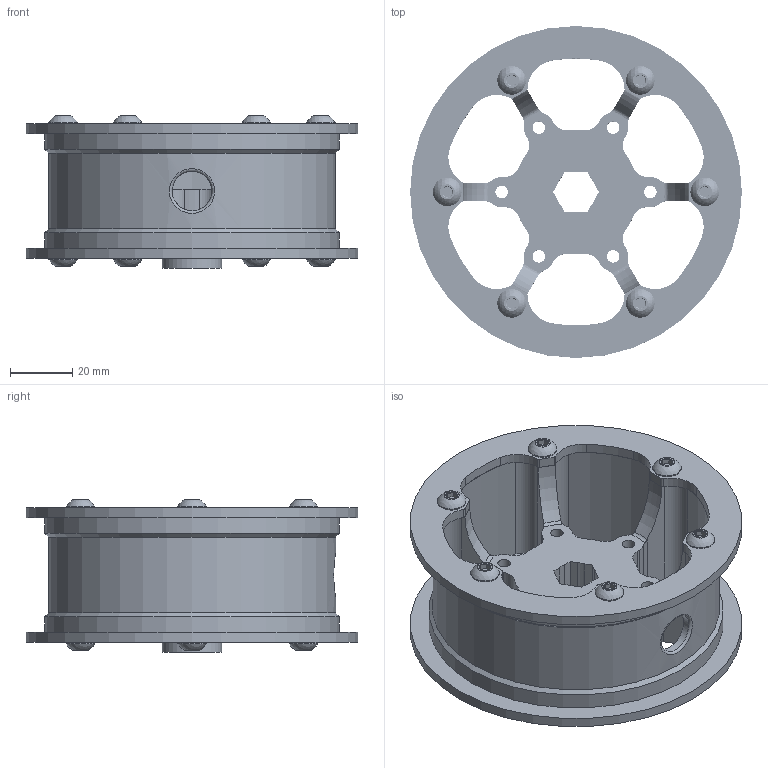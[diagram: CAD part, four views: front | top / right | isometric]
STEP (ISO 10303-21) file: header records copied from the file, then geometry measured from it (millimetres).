
FILE_DESCRIPTION (( 'STEP AP214' ), '1' );
FILE_NAME ('am-3934 8IN HD Pneumatic Wheel Hub Assembly 500IN Hex Bore.STEP', '2018-12-06T19:39:16', ( '' ), ( '' ), 'SwSTEP 2.0', 'SolidWorks 2018', '' );
FILE_SCHEMA (( 'AUTOMOTIVE_DESIGN' ));
Length unit declared in the file: millimetre
Products named in the file (4): am-3934 8IN HD Pneumatic Wheel Hub Assembly 500IN Hex Bore; Aluminum 8IN Pneumatic Wheel 500IN Hex BoreCore; Aluminum 8IN Pneumatic Wheel Rim; BHCS 10-32 x 0.500_91255A265
Assembly tree (15 placements, depth 2):
  am-3934 8IN HD Pneumatic Wheel Hub Assembly 500IN Hex Bore
    Aluminum 8IN Pneumatic Wheel 500IN Hex BoreCore
    Aluminum 8IN Pneumatic Wheel Rim  x2
    BHCS 10-32 x 0.500_91255A265  x12
Bounding box: 106.36 x 106.36 x 48.92 mm (x, y, z)
Volume: 107976.1 mm3; surface area: 63031.7 mm2
Topology: 15 solids, 15 shells, 534 faces, 1256 edges, 784 vertices
Faces by surface type: cylinder 187, plane 176, cone 110, bspline 37, torus 12, sphere 12
Full cylindrical faces by diameter (mm): 4.039 x18, 5.105 x12, 9.169 x12, 12.7 x1, 19.05 x1, 92.075 x1, 94.488 x2, 106.362 x2
Entity records: 10987 total; most frequent: CARTESIAN_POINT 4836, DIRECTION 1270, ORIENTED_EDGE 1138, EDGE_CURVE 569, AXIS2_PLACEMENT_3D 518, VERTEX_POINT 397, EDGE_LOOP 312, CIRCLE 280
